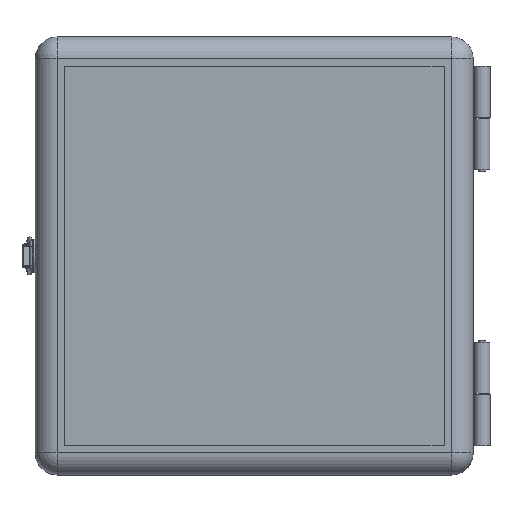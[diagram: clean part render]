
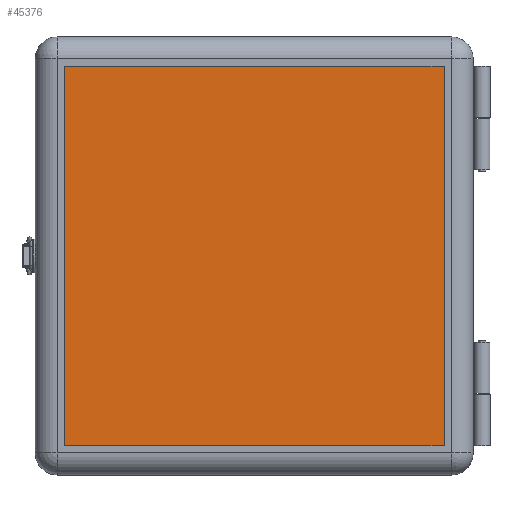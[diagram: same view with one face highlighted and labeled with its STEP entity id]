
A CAD part, top view. The second image highlights one B-rep face of the part: STEP entity #45376.
In plain terms, the highlighted face is planar.
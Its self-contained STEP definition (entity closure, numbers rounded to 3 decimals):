
#5666 = CARTESIAN_POINT ( 'NONE',  ( -130., -130., 0. ) ) ;
#5711 = CARTESIAN_POINT ( 'NONE',  ( 130., -130., 0. ) ) ;
#9267 = AXIS2_PLACEMENT_3D ( 'NONE', #12521, #12532, #12533 ) ;
#12521 = CARTESIAN_POINT ( 'NONE',  ( -135., -135., 0. ) ) ;
#12528 = FACE_OUTER_BOUND ( 'NONE', #43960, .T. ) ;
#12529 = PLANE ( 'NONE',  #9267 ) ;
#12532 = DIRECTION ( 'NONE',  ( 0., 0., 1. ) ) ;
#12533 = DIRECTION ( 'NONE',  ( 1., 0., 0. ) ) ;
#15026 = VECTOR ( 'NONE', #22313, 1000. ) ;
#15028 = VECTOR ( 'NONE', #22325, 1000. ) ;
#15030 = VECTOR ( 'NONE', #22335, 1000. ) ;
#15035 = VECTOR ( 'NONE', #22340, 1000. ) ;
#20610 = CARTESIAN_POINT ( 'NONE',  ( -130., 130., 0. ) ) ;
#20704 = CARTESIAN_POINT ( 'NONE',  ( 130., 130., 0. ) ) ;
#22283 = LINE ( 'NONE', #22324, #15028 ) ;
#22311 = LINE ( 'NONE', #22312, #15026 ) ;
#22312 = CARTESIAN_POINT ( 'NONE',  ( 130., -135., 0. ) ) ;
#22313 = DIRECTION ( 'NONE',  ( 0., 1., 0. ) ) ;
#22315 = LINE ( 'NONE', #22333, #15030 ) ;
#22324 = CARTESIAN_POINT ( 'NONE',  ( -130., -135., 0. ) ) ;
#22325 = DIRECTION ( 'NONE',  ( 0., -1., 0. ) ) ;
#22333 = CARTESIAN_POINT ( 'NONE',  ( -135., -130., 0. ) ) ;
#22335 = DIRECTION ( 'NONE',  ( 1., 0., 0. ) ) ;
#22338 = LINE ( 'NONE', #22339, #15035 ) ;
#22339 = CARTESIAN_POINT ( 'NONE',  ( -135., 130., 0. ) ) ;
#22340 = DIRECTION ( 'NONE',  ( -1., 0., 0. ) ) ;
#39898 = ORIENTED_EDGE ( 'NONE', *, *, #48008, .F. ) ;
#39943 = ORIENTED_EDGE ( 'NONE', *, *, #48015, .F. ) ;
#40010 = ORIENTED_EDGE ( 'NONE', *, *, #48017, .F. ) ;
#40039 = ORIENTED_EDGE ( 'NONE', *, *, #48012, .F. ) ;
#43960 = EDGE_LOOP ( 'NONE', ( #39943, #40039, #40010, #39898 ) ) ;
#44631 = VERTEX_POINT ( 'NONE', #5666 ) ;
#44679 = VERTEX_POINT ( 'NONE', #5711 ) ;
#45376 = ADVANCED_FACE ( 'NONE', ( #12528 ), #12529, .F. ) ;
#46370 = VERTEX_POINT ( 'NONE', #20610 ) ;
#46464 = VERTEX_POINT ( 'NONE', #20704 ) ;
#48008 = EDGE_CURVE ( 'NONE', #44679, #46464, #22311, .T. ) ;
#48012 = EDGE_CURVE ( 'NONE', #46370, #44631, #22283, .T. ) ;
#48015 = EDGE_CURVE ( 'NONE', #44631, #44679, #22315, .T. ) ;
#48017 = EDGE_CURVE ( 'NONE', #46464, #46370, #22338, .T. ) ;
